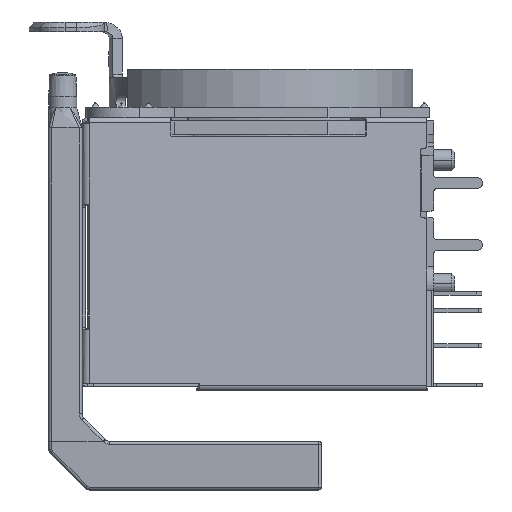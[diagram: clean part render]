
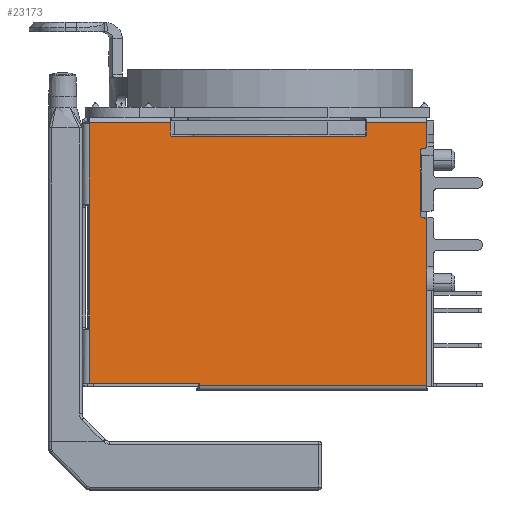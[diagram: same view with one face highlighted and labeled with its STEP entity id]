
A CAD part, left-side view. The second image highlights one B-rep face of the part: STEP entity #23173.
In plain terms, the highlighted planar face has unit normal (-0.99, -0.142, 0).
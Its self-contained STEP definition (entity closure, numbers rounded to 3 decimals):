
#1301=DIRECTION('',(0.,0.,-1.));
#1302=VECTOR('',#1301,0.15);
#1303=CARTESIAN_POINT('',(-11.932,4.333,-19.85));
#1304=LINE('',#1303,#1302);
#1313=DIRECTION('',(-0.142,0.99,0.));
#1314=VECTOR('',#1313,7.985);
#1315=CARTESIAN_POINT('',(-11.932,4.333,-19.85));
#1316=LINE('',#1315,#1314);
#1503=CARTESIAN_POINT('',(-13.067,12.236,
-1.1));
#1519=DIRECTION('',(0.,0.,1.));
#1520=VECTOR('',#1519,6.1);
#1521=CARTESIAN_POINT('',(-13.067,12.236,
-7.2));
#1522=LINE('',#1521,#1520);
#1523=DIRECTION('',(0.,0.,-1.));
#1524=VECTOR('',#1523,0.85);
#1525=CARTESIAN_POINT('',(-12.231,6.411,-1.1));
#1526=LINE('',#1525,#1524);
#1527=DIRECTION('',(-0.142,0.99,0.));
#1528=VECTOR('',#1527,13.8);
#1529=CARTESIAN_POINT('',(-10.241,-7.447,-2.15));
#1530=LINE('',#1529,#1528);
#1531=DIRECTION('',(0.,0.,-1.));
#1532=VECTOR('',#1531,0.85);
#1533=CARTESIAN_POINT('',(-10.213,-7.645,-1.1));
#1534=LINE('',#1533,#1532);
#1535=CARTESIAN_POINT('',(-9.616,-11.802,-2.765));
#1536=DIRECTION('',(-0.99,-0.142,0.));
#1537=DIRECTION('',(0.,0.,-1.));
#1538=AXIS2_PLACEMENT_3D('',#1535,#1536,#1537);
#1540=DIRECTION('',(-0.142,0.99,0.));
#1541=VECTOR('',#1540,0.044);
#1542=CARTESIAN_POINT('',(-9.616,-11.802,-2.965));
#1543=LINE('',#1542,#1541);
#1544=CARTESIAN_POINT('',(-9.622,-11.758,-3.215));
#1545=DIRECTION('',(0.99,0.142,0.));
#1546=DIRECTION('',(-0.142,0.99,0.));
#1547=AXIS2_PLACEMENT_3D('',#1544,#1545,#1546);
#1549=DIRECTION('',(0.,0.,-1.));
#1550=VECTOR('',#1549,4.5);
#1551=CARTESIAN_POINT('',(-9.658,-11.511,
-3.215));
#1552=LINE('',#1551,#1550);
#1553=CARTESIAN_POINT('',(-9.622,-11.758,-7.715));
#1554=DIRECTION('',(0.99,0.142,0.));
#1555=DIRECTION('',(0.,0.,-1.));
#1556=AXIS2_PLACEMENT_3D('',#1553,#1554,#1555);
#1558=DIRECTION('',(-0.142,0.99,0.));
#1559=VECTOR('',#1558,0.044);
#1560=CARTESIAN_POINT('',(-9.616,-11.802,-7.965));
#1561=LINE('',#1560,#1559);
#1562=CARTESIAN_POINT('',(-9.616,-11.802,-8.165));
#1563=DIRECTION('',(-0.99,-0.142,0.));
#1564=DIRECTION('',(0.142,-0.99,0.));
#1565=AXIS2_PLACEMENT_3D('',#1562,#1563,#1564);
#1567=DIRECTION('',(0.,0.,1.));
#1568=VECTOR('',#1567,4.05);
#1569=CARTESIAN_POINT('',(-13.067,12.236,-19.85));
#1570=LINE('',#1569,#1568);
#1571=DIRECTION('',(0.,0.,1.));
#1572=VECTOR('',#1571,8.6);
#1573=CARTESIAN_POINT('',(-13.067,12.236,
-15.8));
#1574=LINE('',#1573,#1572);
#1598=DIRECTION('',(-0.142,0.99,0.));
#1599=VECTOR('',#1598,5.885);
#1600=CARTESIAN_POINT('',(-12.231,6.411,-1.1));
#1601=LINE('',#1600,#1599);
#1631=CARTESIAN_POINT('',(-9.587,-12.,-1.1));
#1633=DIRECTION('',(-0.142,0.99,0.));
#1634=VECTOR('',#1633,4.4);
#1635=CARTESIAN_POINT('',(-9.587,-12.,-1.1));
#1636=LINE('',#1635,#1634);
#3473=CARTESIAN_POINT('',(-10.241,-7.447,-1.95));
#3474=DIRECTION('',(0.99,0.142,0.));
#3475=DIRECTION('',(0.142,-0.99,0.));
#3476=AXIS2_PLACEMENT_3D('',#3473,#3474,#3475);
#3491=CARTESIAN_POINT('',(-12.202,6.213,-1.95));
#3492=DIRECTION('',(0.99,0.142,0.));
#3493=DIRECTION('',(0.,0.,-1.));
#3494=AXIS2_PLACEMENT_3D('',#3491,#3492,#3493);
#3551=DIRECTION('',(0.,0.,1.));
#3552=VECTOR('',#3551,1.665);
#3553=CARTESIAN_POINT('',(-9.587,-12.,-2.765));
#3554=LINE('',#3553,#3552);
#3571=DIRECTION('',(0.,0.,1.));
#3572=VECTOR('',#3571,11.835);
#3573=CARTESIAN_POINT('',(-9.587,-12.,-20.));
#3574=LINE('',#3573,#3572);
#3979=DIRECTION('',(-0.142,0.99,0.));
#3980=VECTOR('',#3979,16.5);
#3981=CARTESIAN_POINT('',(-9.587,-12.,-20.));
#3982=LINE('',#3981,#3980);
#18361=CARTESIAN_POINT('',(-11.932,4.333,-19.85));
#18362=CARTESIAN_POINT('',(-11.932,4.333,-20.));
#18363=VERTEX_POINT('',#18361);
#18364=VERTEX_POINT('',#18362);
#18419=CARTESIAN_POINT('',(-9.622,-11.758,-7.965));
#18420=CARTESIAN_POINT('',(-9.658,-11.511,-7.715));
#18421=VERTEX_POINT('',#18419);
#18422=VERTEX_POINT('',#18420);
#18423=CARTESIAN_POINT('',(-9.658,-11.511,-3.215));
#18424=CARTESIAN_POINT('',(-9.622,-11.758,-2.965));
#18425=VERTEX_POINT('',#18423);
#18426=VERTEX_POINT('',#18424);
#18501=VERTEX_POINT('',#1503);
#18502=CARTESIAN_POINT('',(-13.067,12.236,-19.85));
#18504=VERTEX_POINT('',#18502);
#18539=CARTESIAN_POINT('',(-12.231,6.411,-1.1));
#18541=VERTEX_POINT('',#18539);
#18571=CARTESIAN_POINT('',(-9.587,-12.,-20.));
#18573=VERTEX_POINT('',#18571);
#18593=VERTEX_POINT('',#1631);
#18594=CARTESIAN_POINT('',(-10.213,-7.645,-1.1));
#18595=VERTEX_POINT('',#18594);
#18609=CARTESIAN_POINT('',(-12.202,6.213,-2.15));
#18611=VERTEX_POINT('',#18609);
#18613=CARTESIAN_POINT('',(-12.231,6.411,-1.95));
#18615=VERTEX_POINT('',#18613);
#18617=CARTESIAN_POINT('',(-10.213,-7.645,-1.95));
#18619=VERTEX_POINT('',#18617);
#18621=CARTESIAN_POINT('',(-10.241,-7.447,-2.15));
#18623=VERTEX_POINT('',#18621);
#18715=CARTESIAN_POINT('',(-9.616,-11.802,-2.965));
#18716=VERTEX_POINT('',#18715);
#18717=CARTESIAN_POINT('',(-9.587,-12.,-2.765));
#18718=VERTEX_POINT('',#18717);
#18739=CARTESIAN_POINT('',(-9.587,-12.,-8.165));
#18740=VERTEX_POINT('',#18739);
#18741=CARTESIAN_POINT('',(-9.616,-11.802,-7.965));
#18742=VERTEX_POINT('',#18741);
#18854=CARTESIAN_POINT('',(-13.067,12.236,
-7.2));
#18856=VERTEX_POINT('',#18854);
#18878=CARTESIAN_POINT('',(-13.067,12.236,
-15.8));
#18880=VERTEX_POINT('',#18878);
#23127=CARTESIAN_POINT('',(-9.587,-12.,-1.));
#23128=DIRECTION('',(0.99,0.142,0.));
#23129=DIRECTION('',(-0.142,0.99,0.));
#23130=AXIS2_PLACEMENT_3D('',#23127,#23128,#23129);
#23131=PLANE('',#23130);
#23132=ORIENTED_EDGE('',*,*,#23089,.T.);
#23134=ORIENTED_EDGE('',*,*,#23133,.F.);
#23136=ORIENTED_EDGE('',*,*,#23135,.T.);
#23138=ORIENTED_EDGE('',*,*,#23137,.F.);
#23140=ORIENTED_EDGE('',*,*,#23139,.F.);
#23142=ORIENTED_EDGE('',*,*,#23141,.F.);
#23144=ORIENTED_EDGE('',*,*,#23143,.F.);
#23146=ORIENTED_EDGE('',*,*,#23145,.F.);
#23148=ORIENTED_EDGE('',*,*,#23147,.F.);
#23150=ORIENTED_EDGE('',*,*,#23149,.F.);
#23152=ORIENTED_EDGE('',*,*,#23151,.T.);
#23154=ORIENTED_EDGE('',*,*,#23153,.F.);
#23156=ORIENTED_EDGE('',*,*,#23155,.T.);
#23158=ORIENTED_EDGE('',*,*,#23157,.F.);
#23160=ORIENTED_EDGE('',*,*,#23159,.F.);
#23162=ORIENTED_EDGE('',*,*,#23161,.F.);
#23164=ORIENTED_EDGE('',*,*,#23163,.F.);
#23166=ORIENTED_EDGE('',*,*,#23165,.T.);
#23167=ORIENTED_EDGE('',*,*,#22894,.F.);
#23168=ORIENTED_EDGE('',*,*,#22908,.T.);
#23169=ORIENTED_EDGE('',*,*,#23114,.T.);
#23170=ORIENTED_EDGE('',*,*,#23050,.T.);
#23171=EDGE_LOOP('',(#23132,#23134,#23136,#23138,#23140,#23142,#23144,#23146,
#23148,#23150,#23152,#23154,#23156,#23158,#23160,#23162,#23164,#23166,#23167,
#23168,#23169,#23170));
#23172=FACE_OUTER_BOUND('',#23171,.F.);
#23173=ADVANCED_FACE('',(#23172),#23131,.F.);
#1539=CIRCLE('',#1538,0.2);
#1548=CIRCLE('',#1547,0.25);
#1557=CIRCLE('',#1556,0.25);
#1566=CIRCLE('',#1565,0.2);
#3477=CIRCLE('',#3476,0.2);
#3495=CIRCLE('',#3494,0.2);
#22894=EDGE_CURVE('',#18363,#18364,#1304,.T.);
#22908=EDGE_CURVE('',#18363,#18504,#1316,.T.);
#23050=EDGE_CURVE('',#18880,#18856,#1574,.T.);
#23089=EDGE_CURVE('',#18856,#18501,#1522,.T.);
#23114=EDGE_CURVE('',#18504,#18880,#1570,.T.);
#23133=EDGE_CURVE('',#18541,#18501,#1601,.T.);
#23135=EDGE_CURVE('',#18541,#18615,#1526,.T.);
#23137=EDGE_CURVE('',#18611,#18615,#3495,.T.);
#23139=EDGE_CURVE('',#18623,#18611,#1530,.T.);
#23141=EDGE_CURVE('',#18619,#18623,#3477,.T.);
#23143=EDGE_CURVE('',#18595,#18619,#1534,.T.);
#23145=EDGE_CURVE('',#18593,#18595,#1636,.T.);
#23147=EDGE_CURVE('',#18718,#18593,#3554,.T.);
#23149=EDGE_CURVE('',#18716,#18718,#1539,.T.);
#23151=EDGE_CURVE('',#18716,#18426,#1543,.T.);
#23153=EDGE_CURVE('',#18425,#18426,#1548,.T.);
#23155=EDGE_CURVE('',#18425,#18422,#1552,.T.);
#23157=EDGE_CURVE('',#18421,#18422,#1557,.T.);
#23159=EDGE_CURVE('',#18742,#18421,#1561,.T.);
#23161=EDGE_CURVE('',#18740,#18742,#1566,.T.);
#23163=EDGE_CURVE('',#18573,#18740,#3574,.T.);
#23165=EDGE_CURVE('',#18573,#18364,#3982,.T.);
